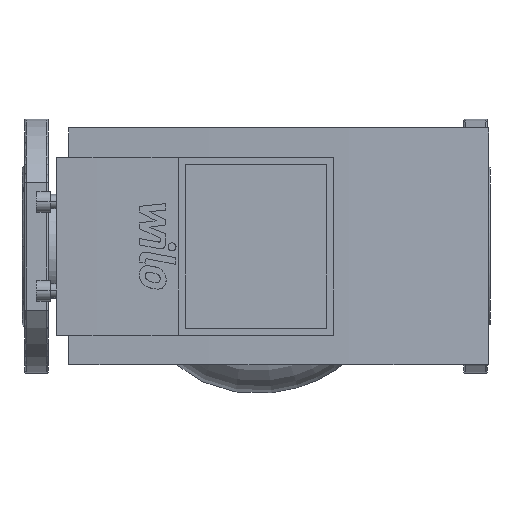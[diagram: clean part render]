
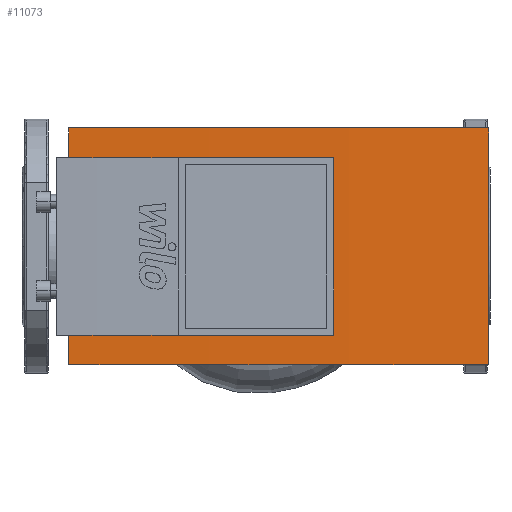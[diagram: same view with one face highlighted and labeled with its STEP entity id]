
A CAD part, front view. The second image highlights one B-rep face of the part: STEP entity #11073.
In plain terms, the highlighted cylindrical face has radius 3491.34 mm (diameter 6982.69 mm), a partial arc.
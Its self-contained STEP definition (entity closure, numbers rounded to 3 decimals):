
#10998=CARTESIAN_POINT('',(339.,-320.919,86.));
#10999=VERTEX_POINT('',#10998);
#11007=CARTESIAN_POINT('',(34.,-320.963,86.0));
#11008=VERTEX_POINT('',#11007);
#11015=CARTESIAN_POINT('',(186.,3167.069,86.));
#11016=DIRECTION('',(0.,0.,-1.0));
#11017=DIRECTION('',(-0.044,0.999,0.));
#11018=AXIS2_PLACEMENT_3D('',#11015,#11016,#11017);
#11019=CIRCLE('',#11018,3491.343);
#11020=EDGE_CURVE('',#10999,#11008,#11019,.T.);
#11030=CARTESIAN_POINT('',(34.,-320.963,-86.0));
#11031=VERTEX_POINT('',#11030);
#11038=CARTESIAN_POINT('',(34.,-320.963,-86.0));
#11039=DIRECTION('',(0.0,0.0,1.0));
#11040=VECTOR('',#11039,172.0);
#11041=LINE('',#11038,#11040);
#11042=EDGE_CURVE('',#11031,#11008,#11041,.T.);
#11049=CARTESIAN_POINT('',(186.,3167.069,0.));
#11050=DIRECTION('',(0.,0.,-1.0));
#11051=DIRECTION('',(-0.044,0.999,0.));
#11052=AXIS2_PLACEMENT_3D('',#11049,#11050,#11051);
#11053=CYLINDRICAL_SURFACE('',#11052,3491.343);
#11054=CARTESIAN_POINT('',(339.,-320.919,-86.));
#11055=VERTEX_POINT('',#11054);
#11056=CARTESIAN_POINT('',(186.,3167.069,-86.));
#11057=DIRECTION('',(0.,0.,1.0));
#11058=DIRECTION('',(-0.044,0.999,0.));
#11059=AXIS2_PLACEMENT_3D('',#11056,#11057,#11058);
#11060=CIRCLE('',#11059,3491.343);
#11061=EDGE_CURVE('',#11031,#11055,#11060,.T.);
#11062=ORIENTED_EDGE('',*,*,#11061,.T.);
#11063=CARTESIAN_POINT('',(339.,-320.919,-86.));
#11064=DIRECTION('',(0.0,0.0,1.0));
#11065=VECTOR('',#11064,172.0);
#11066=LINE('',#11063,#11065);
#11067=EDGE_CURVE('',#11055,#10999,#11066,.T.);
#11068=ORIENTED_EDGE('',*,*,#11067,.T.);
#11069=ORIENTED_EDGE('',*,*,#11020,.T.);
#11070=ORIENTED_EDGE('',*,*,#11042,.F.);
#11071=EDGE_LOOP('',(#11062,#11068,#11069,#11070));
#11072=FACE_OUTER_BOUND('',#11071,.T.);
#11073=ADVANCED_FACE('',(#11072),#11053,.T.);
